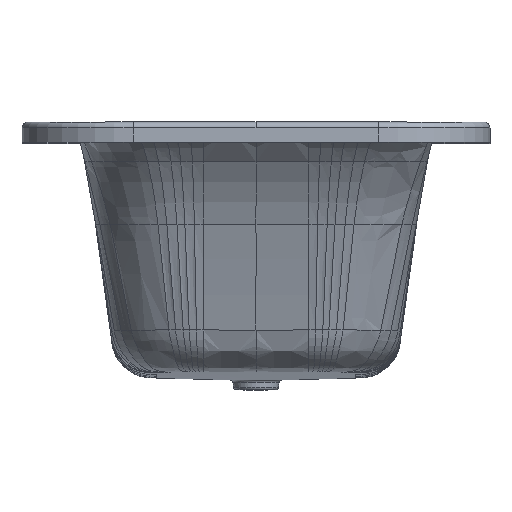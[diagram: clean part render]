
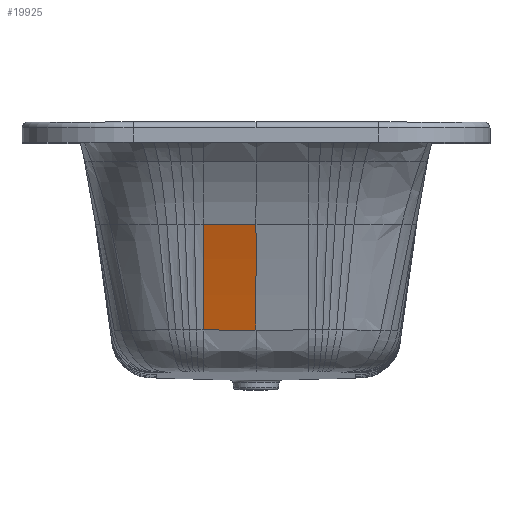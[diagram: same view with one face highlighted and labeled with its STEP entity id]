
A CAD part, top view. The second image highlights one B-rep face of the part: STEP entity #19925.
In plain terms, the highlighted cylindrical face has radius 3589.4 mm (diameter 7178.81 mm), a partial arc.
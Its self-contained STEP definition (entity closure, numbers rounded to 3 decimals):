
#4725=CARTESIAN_POINT('',(-90.,-355.516,
621.7));
#4733=CARTESIAN_POINT('',(0.,-355.687,621.654));
#5499=CARTESIAN_POINT('',(-90.,-1290.655,
4087.149));
#5500=DIRECTION('',(-1.,0.,0.));
#5501=DIRECTION('',(0.,0.311,-0.95));
#5502=AXIS2_PLACEMENT_3D('',#5499,#5500,#5501);
#5517=CARTESIAN_POINT('',(0.,-1290.655,
4087.149));
#5518=DIRECTION('',(-1.,0.,0.));
#5519=DIRECTION('',(0.,0.311,-0.95));
#5520=AXIS2_PLACEMENT_3D('',#5517,#5518,#5519);
#5522=DIRECTION('',(1.,0.,0.));
#5523=VECTOR('',#5522,90.);
#5524=CARTESIAN_POINT('',(-90.,-174.811,
675.594));
#5525=LINE('',#5524,#5523);
#5526=CARTESIAN_POINT('',(0.,-355.687,621.654));
#5527=CARTESIAN_POINT('',(-10.061,-355.687,
621.654));
#5528=CARTESIAN_POINT('',(-25.399,-355.677,
621.657));
#5529=CARTESIAN_POINT('',(-45.481,-355.644,
621.665));
#5530=CARTESIAN_POINT('',(-62.125,-355.607,
621.675));
#5531=CARTESIAN_POINT('',(-76.79,-355.564,
621.687));
#5532=CARTESIAN_POINT('',(-86.698,-355.528,
621.697));
#5533=CARTESIAN_POINT('',(-90.,-355.516,
621.7));
#6981=VERTEX_POINT('',#4733);
#6982=VERTEX_POINT('',#4725);
#6996=CARTESIAN_POINT('',(-90.,-174.811,
675.594));
#6997=VERTEX_POINT('',#6996);
#6998=CARTESIAN_POINT('',(0.,-174.811,
675.594));
#6999=VERTEX_POINT('',#6998);
#19912=CARTESIAN_POINT('',(-45.,-1290.655,4087.149));
#19913=DIRECTION('',(-1.,0.,0.));
#19914=DIRECTION('',(0.,0.311,-0.95));
#19915=AXIS2_PLACEMENT_3D('',#19912,#19913,#19914);
#19916=CYLINDRICAL_SURFACE('',#19915,3589.404);
#19918=ORIENTED_EDGE('',*,*,#19917,.F.);
#19920=ORIENTED_EDGE('',*,*,#19919,.F.);
#19921=ORIENTED_EDGE('',*,*,#19903,.T.);
#19922=ORIENTED_EDGE('',*,*,#17157,.F.);
#19923=EDGE_LOOP('',(#19918,#19920,#19921,#19922));
#19924=FACE_OUTER_BOUND('',#19923,.F.);
#19925=ADVANCED_FACE('',(#19924),#19916,.T.);
#5503=CIRCLE('',#5502,3589.404);
#5521=CIRCLE('',#5520,3589.404);
#5534=B_SPLINE_CURVE_WITH_KNOTS('',3,(#5526,#5527,#5528,#5529,#5530,#5531,#5532,
#5533),.UNSPECIFIED.,.F.,.F.,(4,1,1,1,1,4),(0.,0.335,
0.511,0.669,0.89,1.),.UNSPECIFIED.);
#17157=EDGE_CURVE('',#6981,#6982,#5534,.T.);
#19903=EDGE_CURVE('',#6997,#6982,#5503,.T.);
#19917=EDGE_CURVE('',#6999,#6981,#5521,.T.);
#19919=EDGE_CURVE('',#6997,#6999,#5525,.T.);
